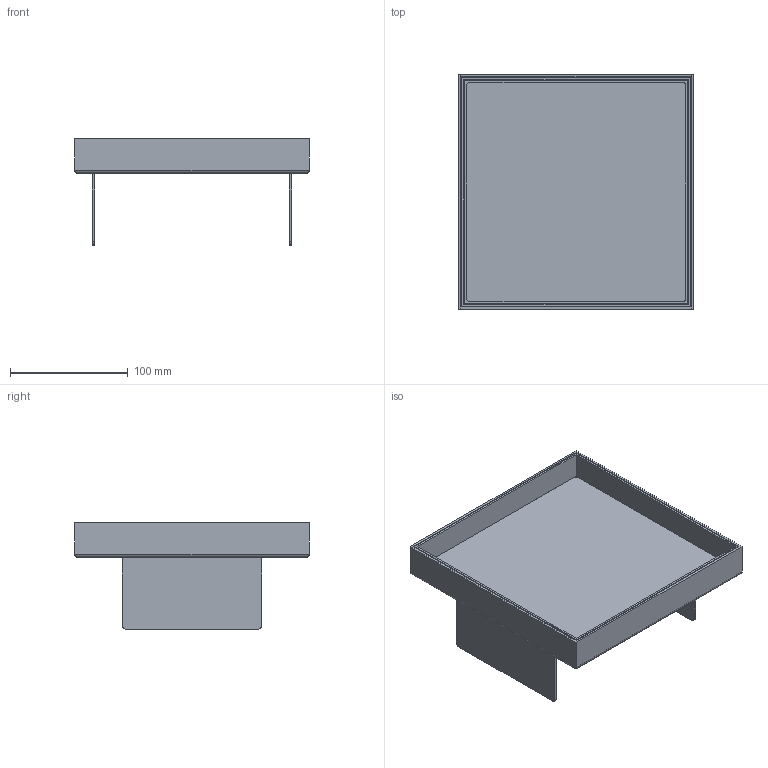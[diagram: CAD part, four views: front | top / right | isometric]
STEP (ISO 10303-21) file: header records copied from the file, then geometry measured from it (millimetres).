
FILE_DESCRIPTION((''),'2;1');
FILE_NAME('7409058_ASM','2015-06-18T',('AndreasKeweloh'),(''),'CREO PARAMETRIC BY PTC INC, 2015080','CREO PARAMETRIC BY PTC INC, 2015080','');
FILE_SCHEMA(('CONFIG_CONTROL_DESIGN'));
Length unit declared in the file: millimetre
Products named in the file (6): 049779_AUSF_HRUNG__BLIND__RK__4; 049783_BLIND_20_MM_NENNH_HE_; 053558_H___20_MM_BLIND__ASM; 057000_F_R_NENNH_HE_20_MM_TUBUS; 053560___H_20_MM___SCHNURAUSLAS_ASM; 7409058_ASM
Assembly tree (5 placements, depth 3):
  7409058_ASM
    053558_H___20_MM_BLIND__ASM
      049779_AUSF_HRUNG__BLIND__RK__4
      049783_BLIND_20_MM_NENNH_HE_
    053560___H_20_MM___SCHNURAUSLAS_ASM
      057000_F_R_NENNH_HE_20_MM_TUBUS
Bounding box: 199 x 199 x 90 mm (x, y, z)
Volume: 284293.9 mm3; surface area: 283736.8 mm2
Topology: 3 solids, 3 shells, 79 faces, 188 edges, 116 vertices
Faces by surface type: plane 51, cylinder 28
Entity records: 2439 total; most frequent: CARTESIAN_POINT 477, DIRECTION 382, ORIENTED_EDGE 376, EDGE_CURVE 188, VECTOR 148, LINE 148, AXIS2_PLACEMENT_3D 117, VERTEX_POINT 116
